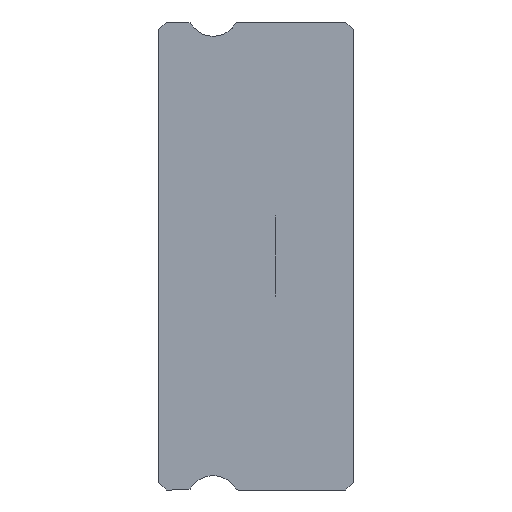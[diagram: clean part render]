
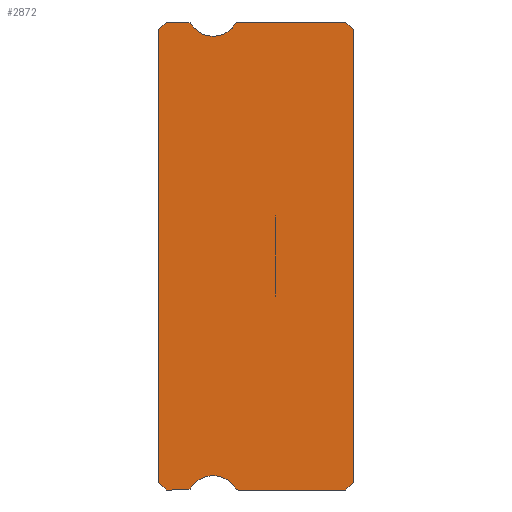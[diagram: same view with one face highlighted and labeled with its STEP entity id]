
A CAD part, left-side view. The second image highlights one B-rep face of the part: STEP entity #2872.
In plain terms, the highlighted planar face has unit normal (-1, 0, 0).
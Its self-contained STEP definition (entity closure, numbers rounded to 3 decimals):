
#8 = CARTESIAN_POINT ( 'NONE',  ( -5., 6.253, 8.928 ) ) ;
#20 = LINE ( 'NONE', #1112, #3175 ) ;
#21 = ORIENTED_EDGE ( 'NONE', *, *, #2313, .T. ) ;
#95 = EDGE_CURVE ( 'NONE', #1275, #1741, #684, .T. ) ;
#121 = AXIS2_PLACEMENT_3D ( 'NONE', #1444, #1959, #787 ) ;
#131 = VECTOR ( 'NONE', #172, 1000. ) ;
#143 = EDGE_CURVE ( 'NONE', #1741, #1041, #647, .T. ) ;
#172 = DIRECTION ( 'NONE',  ( 0., 0., 1. ) ) ;
#174 = CARTESIAN_POINT ( 'NONE',  ( -5., 7.5, -8.7 ) ) ;
#183 = CARTESIAN_POINT ( 'NONE',  ( -5., 7.5, 8.7 ) ) ;
#191 = CIRCLE ( 'NONE', #2403, 0.15 ) ;
#195 = CIRCLE ( 'NONE', #3636, 0.15 ) ;
#202 = DIRECTION ( 'NONE',  ( 0., 0.707, -0.707 ) ) ;
#224 = ORIENTED_EDGE ( 'NONE', *, *, #3291, .T. ) ;
#252 = DIRECTION ( 'NONE',  ( 1., 0., 0. ) ) ;
#270 = VERTEX_POINT ( 'NONE', #174 ) ;
#287 = EDGE_CURVE ( 'NONE', #3727, #996, #3474, .T. ) ;
#373 = VECTOR ( 'NONE', #486, 1000. ) ;
#486 = DIRECTION ( 'NONE',  ( 0., 1., 0. ) ) ;
#521 = ORIENTED_EDGE ( 'NONE', *, *, #3365, .F. ) ;
#555 = DIRECTION ( 'NONE',  ( -1., 0., 0. ) ) ;
#558 = CARTESIAN_POINT ( 'NONE',  ( -5., 0., 8.7 ) ) ;
#576 = CARTESIAN_POINT ( 'NONE',  ( -5., 5.4, -9.45 ) ) ;
#578 = ORIENTED_EDGE ( 'NONE', *, *, #1343, .T. ) ;
#586 = DIRECTION ( 'NONE',  ( 0., 1., 0. ) ) ;
#619 = AXIS2_PLACEMENT_3D ( 'NONE', #1057, #1101, #799 ) ;
#636 = VERTEX_POINT ( 'NONE', #2295 ) ;
#647 = LINE ( 'NONE', #1864, #2396 ) ;
#652 = LINE ( 'NONE', #1335, #3039 ) ;
#659 = VECTOR ( 'NONE', #1971, 1000. ) ;
#666 = DIRECTION ( 'NONE',  ( 1., 0., 0. ) ) ;
#674 = EDGE_CURVE ( 'NONE', #3224, #3081, #191, .T. ) ;
#684 = CIRCLE ( 'NONE', #619, 0.15 ) ;
#689 = VERTEX_POINT ( 'NONE', #2978 ) ;
#737 = ORIENTED_EDGE ( 'NONE', *, *, #2971, .F. ) ;
#759 = CARTESIAN_POINT ( 'NONE',  ( -5., 6.253, -8.928 ) ) ;
#768 = DIRECTION ( 'NONE',  ( 0., 0., -1. ) ) ;
#772 = CARTESIAN_POINT ( 'NONE',  ( -5., 0., -8.7 ) ) ;
#784 = CARTESIAN_POINT ( 'NONE',  ( -5., 6.381, -9. ) ) ;
#785 = CARTESIAN_POINT ( 'NONE',  ( -5., 6.381, 8.85 ) ) ;
#787 = DIRECTION ( 'NONE',  ( 0., 0., -1. ) ) ;
#790 = CARTESIAN_POINT ( 'NONE',  ( -5., 7.2, -9. ) ) ;
#799 = DIRECTION ( 'NONE',  ( 0., 0., -1. ) ) ;
#834 = VERTEX_POINT ( 'NONE', #558 ) ;
#837 = DIRECTION ( 'NONE',  ( -1., 0., 0. ) ) ;
#849 = EDGE_LOOP ( 'NONE', ( #2740, #21, #578, #2626, #2311, #1646, #521, #1369, #1449, #3106, #2471, #1080, #1249, #737, #3632, #2192, #224 ) ) ;
#982 = EDGE_CURVE ( 'NONE', #3224, #3837, #1791, .T. ) ;
#996 = VERTEX_POINT ( 'NONE', #1503 ) ;
#1029 = LINE ( 'NONE', #790, #1742 ) ;
#1041 = VERTEX_POINT ( 'NONE', #1844 ) ;
#1052 = DIRECTION ( 'NONE',  ( 0., 0.707, -0.707 ) ) ;
#1057 = CARTESIAN_POINT ( 'NONE',  ( -5., 4.419, 8.85 ) ) ;
#1080 = ORIENTED_EDGE ( 'NONE', *, *, #95, .F. ) ;
#1086 = LINE ( 'NONE', #784, #373 ) ;
#1087 = VECTOR ( 'NONE', #202, 1000. ) ;
#1101 = DIRECTION ( 'NONE',  ( 1., 0., 0. ) ) ;
#1112 = CARTESIAN_POINT ( 'NONE',  ( -5., 6.381, -9. ) ) ;
#1199 = EDGE_CURVE ( 'NONE', #270, #1323, #3736, .T. ) ;
#1249 = ORIENTED_EDGE ( 'NONE', *, *, #3541, .F. ) ;
#1275 = VERTEX_POINT ( 'NONE', #1922 ) ;
#1283 = CARTESIAN_POINT ( 'NONE',  ( -5., 6.381, -9. ) ) ;
#1296 = CARTESIAN_POINT ( 'NONE',  ( -5., 7.2, 9. ) ) ;
#1323 = VERTEX_POINT ( 'NONE', #2647 ) ;
#1335 = CARTESIAN_POINT ( 'NONE',  ( -5., 0., 8.7 ) ) ;
#1343 = EDGE_CURVE ( 'NONE', #1498, #3416, #20, .T. ) ;
#1369 = ORIENTED_EDGE ( 'NONE', *, *, #287, .F. ) ;
#1371 = CARTESIAN_POINT ( 'NONE',  ( -5., 7.5, 8.85 ) ) ;
#1386 = EDGE_CURVE ( 'NONE', #3727, #834, #652, .T. ) ;
#1444 = CARTESIAN_POINT ( 'NONE',  ( -5., 5.4, 9.45 ) ) ;
#1449 = ORIENTED_EDGE ( 'NONE', *, *, #1386, .T. ) ;
#1498 = VERTEX_POINT ( 'NONE', #1998 ) ;
#1503 = CARTESIAN_POINT ( 'NONE',  ( -5., 0.3, -9. ) ) ;
#1527 = CARTESIAN_POINT ( 'NONE',  ( -5., 6.381, -8.85 ) ) ;
#1584 = DIRECTION ( 'NONE',  ( 0., 0., -1. ) ) ;
#1591 = CIRCLE ( 'NONE', #3483, 1. ) ;
#1638 = DIRECTION ( 'NONE',  ( 1., 0., 0. ) ) ;
#1646 = ORIENTED_EDGE ( 'NONE', *, *, #3510, .F. ) ;
#1726 = EDGE_CURVE ( 'NONE', #636, #3895, #1591, .T. ) ;
#1741 = VERTEX_POINT ( 'NONE', #3587 ) ;
#1742 = VECTOR ( 'NONE', #2835, 1000. ) ;
#1791 = LINE ( 'NONE', #2050, #2607 ) ;
#1844 = CARTESIAN_POINT ( 'NONE',  ( -5., 0.3, 9. ) ) ;
#1864 = CARTESIAN_POINT ( 'NONE',  ( -5., 6.381, 9. ) ) ;
#1922 = CARTESIAN_POINT ( 'NONE',  ( -5., 4.547, 8.928 ) ) ;
#1959 = DIRECTION ( 'NONE',  ( -1., 0., 0. ) ) ;
#1971 = DIRECTION ( 'NONE',  ( 0., -0.707, -0.707 ) ) ;
#1998 = CARTESIAN_POINT ( 'NONE',  ( -5., 7.2, -9. ) ) ;
#2005 = DIRECTION ( 'NONE',  ( 0., 0., -1. ) ) ;
#2012 = LINE ( 'NONE', #2861, #659 ) ;
#2050 = CARTESIAN_POINT ( 'NONE',  ( -5., 7.2, 9. ) ) ;
#2123 = EDGE_CURVE ( 'NONE', #3895, #3416, #2247, .T. ) ;
#2154 = CIRCLE ( 'NONE', #121, 1. ) ;
#2192 = ORIENTED_EDGE ( 'NONE', *, *, #982, .T. ) ;
#2247 = CIRCLE ( 'NONE', #2996, 0.15 ) ;
#2269 = CARTESIAN_POINT ( 'NONE',  ( -5., 6.381, 9. ) ) ;
#2278 = CARTESIAN_POINT ( 'NONE',  ( -5., 6.381, 8.85 ) ) ;
#2295 = CARTESIAN_POINT ( 'NONE',  ( -5., 4.547, -8.928 ) ) ;
#2311 = ORIENTED_EDGE ( 'NONE', *, *, #1726, .F. ) ;
#2313 = EDGE_CURVE ( 'NONE', #270, #1498, #1029, .T. ) ;
#2332 = DIRECTION ( 'NONE',  ( 0., -1., 0. ) ) ;
#2396 = VECTOR ( 'NONE', #2493, 1000. ) ;
#2403 = AXIS2_PLACEMENT_3D ( 'NONE', #785, #1638, #2005 ) ;
#2425 = CIRCLE ( 'NONE', #3426, 1. ) ;
#2471 = ORIENTED_EDGE ( 'NONE', *, *, #143, .F. ) ;
#2493 = DIRECTION ( 'NONE',  ( 0., -1., 0. ) ) ;
#2607 = VECTOR ( 'NONE', #586, 1000. ) ;
#2626 = ORIENTED_EDGE ( 'NONE', *, *, #2123, .F. ) ;
#2647 = CARTESIAN_POINT ( 'NONE',  ( -5., 7.5, 8.7 ) ) ;
#2656 = VECTOR ( 'NONE', #1052, 1000. ) ;
#2682 = EDGE_CURVE ( 'NONE', #1041, #834, #2012, .T. ) ;
#2740 = ORIENTED_EDGE ( 'NONE', *, *, #1199, .F. ) ;
#2835 = DIRECTION ( 'NONE',  ( 0., -0.707, -0.707 ) ) ;
#2861 = CARTESIAN_POINT ( 'NONE',  ( -5., 0.3, 9. ) ) ;
#2872 = ADVANCED_FACE ( 'NONE', ( #3413 ), #3763, .F. ) ;
#2942 = AXIS2_PLACEMENT_3D ( 'NONE', #2278, #666, #1584 ) ;
#2971 = EDGE_CURVE ( 'NONE', #3081, #3387, #2425, .T. ) ;
#2978 = CARTESIAN_POINT ( 'NONE',  ( -5., 4.419, -9. ) ) ;
#2996 = AXIS2_PLACEMENT_3D ( 'NONE', #1527, #252, #3828 ) ;
#3009 = DIRECTION ( 'NONE',  ( 0., 0., -1. ) ) ;
#3039 = VECTOR ( 'NONE', #3132, 1000. ) ;
#3081 = VERTEX_POINT ( 'NONE', #8 ) ;
#3106 = ORIENTED_EDGE ( 'NONE', *, *, #2682, .F. ) ;
#3132 = DIRECTION ( 'NONE',  ( 0., 0., 1. ) ) ;
#3175 = VECTOR ( 'NONE', #2332, 1000. ) ;
#3185 = CARTESIAN_POINT ( 'NONE',  ( -5., 4.419, -8.85 ) ) ;
#3224 = VERTEX_POINT ( 'NONE', #2269 ) ;
#3225 = CARTESIAN_POINT ( 'NONE',  ( -5., 5.4, 9.45 ) ) ;
#3239 = DIRECTION ( 'NONE',  ( 1., 0., 0. ) ) ;
#3291 = EDGE_CURVE ( 'NONE', #3837, #1323, #3509, .T. ) ;
#3365 = EDGE_CURVE ( 'NONE', #996, #689, #1086, .T. ) ;
#3387 = VERTEX_POINT ( 'NONE', #3406 ) ;
#3406 = CARTESIAN_POINT ( 'NONE',  ( -5., 5.4, 8.45 ) ) ;
#3413 = FACE_OUTER_BOUND ( 'NONE', #849, .T. ) ;
#3416 = VERTEX_POINT ( 'NONE', #1283 ) ;
#3426 = AXIS2_PLACEMENT_3D ( 'NONE', #3225, #837, #3479 ) ;
#3474 = LINE ( 'NONE', #772, #2656 ) ;
#3479 = DIRECTION ( 'NONE',  ( 0., 0., -1. ) ) ;
#3483 = AXIS2_PLACEMENT_3D ( 'NONE', #576, #555, #3009 ) ;
#3509 = LINE ( 'NONE', #183, #1087 ) ;
#3510 = EDGE_CURVE ( 'NONE', #689, #636, #195, .T. ) ;
#3541 = EDGE_CURVE ( 'NONE', #3387, #1275, #2154, .T. ) ;
#3587 = CARTESIAN_POINT ( 'NONE',  ( -5., 4.419, 9. ) ) ;
#3611 = CARTESIAN_POINT ( 'NONE',  ( -5., 0., -8.7 ) ) ;
#3632 = ORIENTED_EDGE ( 'NONE', *, *, #674, .F. ) ;
#3636 = AXIS2_PLACEMENT_3D ( 'NONE', #3185, #3239, #768 ) ;
#3727 = VERTEX_POINT ( 'NONE', #3611 ) ;
#3736 = LINE ( 'NONE', #1371, #131 ) ;
#3763 = PLANE ( 'NONE',  #2942 ) ;
#3828 = DIRECTION ( 'NONE',  ( 0., 0., -1. ) ) ;
#3837 = VERTEX_POINT ( 'NONE', #1296 ) ;
#3895 = VERTEX_POINT ( 'NONE', #759 ) ;
